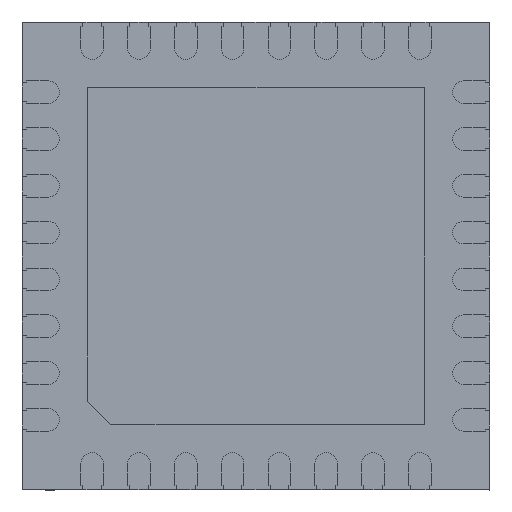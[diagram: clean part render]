
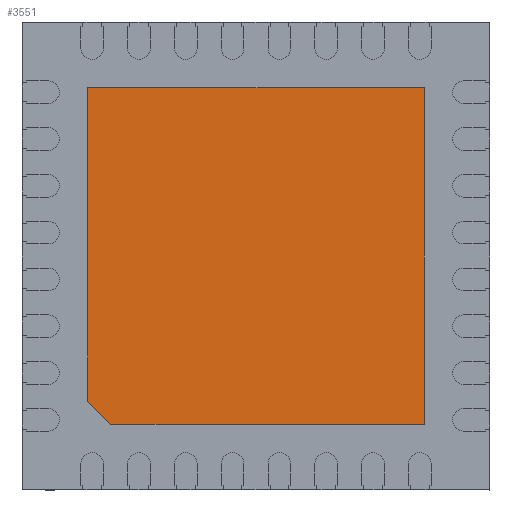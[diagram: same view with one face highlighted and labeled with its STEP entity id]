
A CAD part, front view. The second image highlights one B-rep face of the part: STEP entity #3551.
In plain terms, the highlighted planar face has unit normal (0, -1, 0).
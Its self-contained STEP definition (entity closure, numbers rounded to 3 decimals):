
#164 = ORIENTED_EDGE ( 'NONE', *, *, #7464, .T. ) ;
#496 = CARTESIAN_POINT ( 'NONE',  ( 1.8, 0., 1.8 ) ) ;
#1091 = VECTOR ( 'NONE', #11257, 1000. ) ;
#1294 = EDGE_CURVE ( 'NONE', #6368, #6506, #5424, .T. ) ;
#1432 = CARTESIAN_POINT ( 'NONE',  ( 1.8, 0., -1.8 ) ) ;
#1714 = CARTESIAN_POINT ( 'NONE',  ( -1.55, 0., -1.8 ) ) ;
#2848 = DIRECTION ( 'NONE',  ( 0., 0., -1. ) ) ;
#3331 = CARTESIAN_POINT ( 'NONE',  ( -1.8, 0., 1.8 ) ) ;
#3446 = CARTESIAN_POINT ( 'NONE',  ( 1.8, 0., -1.8 ) ) ;
#3551 = ADVANCED_FACE ( 'NONE', ( #10092 ), #4045, .T. ) ;
#3700 = VERTEX_POINT ( 'NONE', #3331 ) ;
#3851 = ORIENTED_EDGE ( 'NONE', *, *, #13460, .T. ) ;
#4045 = PLANE ( 'NONE',  #21006 ) ;
#4468 = EDGE_CURVE ( 'NONE', #6506, #3700, #16685, .T. ) ;
#4833 = ORIENTED_EDGE ( 'NONE', *, *, #5848, .F. ) ;
#5424 = LINE ( 'NONE', #19258, #1091 ) ;
#5431 = VERTEX_POINT ( 'NONE', #15322 ) ;
#5638 = VECTOR ( 'NONE', #9424, 1000. ) ;
#5672 = DIRECTION ( 'NONE',  ( 0., -1., 0. ) ) ;
#5848 = EDGE_CURVE ( 'NONE', #9338, #5431, #10477, .T. ) ;
#6368 = VERTEX_POINT ( 'NONE', #3446 ) ;
#6506 = VERTEX_POINT ( 'NONE', #496 ) ;
#6614 = CARTESIAN_POINT ( 'NONE',  ( 1.8, 0., 1.8 ) ) ;
#6947 = DIRECTION ( 'NONE',  ( 0., 0., -1. ) ) ;
#7464 = EDGE_CURVE ( 'NONE', #3700, #5431, #18557, .T. ) ;
#7526 = VECTOR ( 'NONE', #19634, 1000. ) ;
#7982 = CARTESIAN_POINT ( 'NONE',  ( -1.675, 0., -1.675 ) ) ;
#8380 = ORIENTED_EDGE ( 'NONE', *, *, #4468, .T. ) ;
#9338 = VERTEX_POINT ( 'NONE', #1714 ) ;
#9424 = DIRECTION ( 'NONE',  ( 1., 0., 0. ) ) ;
#10085 = DIRECTION ( 'NONE',  ( -0.707, 0., 0.707 ) ) ;
#10092 = FACE_OUTER_BOUND ( 'NONE', #11494, .T. ) ;
#10477 = LINE ( 'NONE', #7982, #15863 ) ;
#11257 = DIRECTION ( 'NONE',  ( 0., 0., 1. ) ) ;
#11494 = EDGE_LOOP ( 'NONE', ( #4833, #3851, #13918, #8380, #164 ) ) ;
#13460 = EDGE_CURVE ( 'NONE', #9338, #6368, #14483, .T. ) ;
#13918 = ORIENTED_EDGE ( 'NONE', *, *, #1294, .T. ) ;
#14483 = LINE ( 'NONE', #1432, #5638 ) ;
#15322 = CARTESIAN_POINT ( 'NONE',  ( -1.8, 0., -1.55 ) ) ;
#15399 = CARTESIAN_POINT ( 'NONE',  ( 0., 0., 0. ) ) ;
#15863 = VECTOR ( 'NONE', #10085, 1000. ) ;
#16685 = LINE ( 'NONE', #6614, #7526 ) ;
#18557 = LINE ( 'NONE', #20632, #19065 ) ;
#19065 = VECTOR ( 'NONE', #2848, 1000. ) ;
#19258 = CARTESIAN_POINT ( 'NONE',  ( 1.8, 0., -1.8 ) ) ;
#19634 = DIRECTION ( 'NONE',  ( -1., 0., 0. ) ) ;
#20632 = CARTESIAN_POINT ( 'NONE',  ( -1.8, 0., -1.8 ) ) ;
#21006 = AXIS2_PLACEMENT_3D ( 'NONE', #15399, #5672, #6947 ) ;
